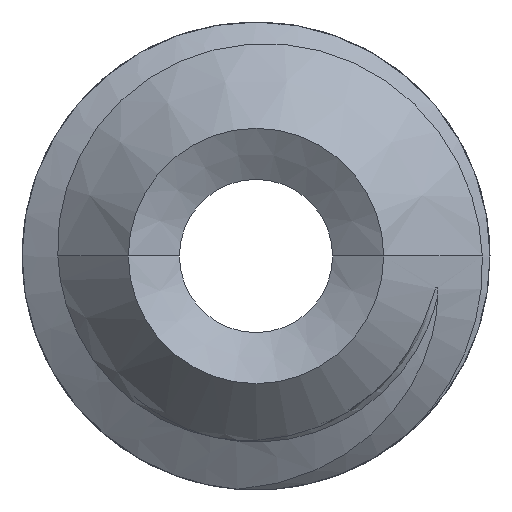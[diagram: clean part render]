
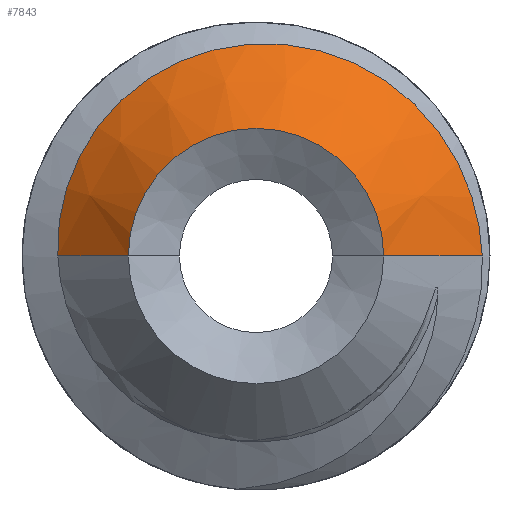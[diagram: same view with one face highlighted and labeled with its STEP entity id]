
A CAD part, left-side view. The second image highlights one B-rep face of the part: STEP entity #7843.
In plain terms, the highlighted conical face has half-angle 45 degrees and reference radius 1.056 mm.
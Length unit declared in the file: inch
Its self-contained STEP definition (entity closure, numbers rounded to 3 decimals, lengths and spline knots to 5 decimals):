
#2477=CARTESIAN_POINT('',(0.01658,0.04658,0.));
#2478=CARTESIAN_POINT('',(0.0167,0.0467,
0.00274));
#2479=CARTESIAN_POINT('',(0.01695,0.04647,
0.00827));
#2480=CARTESIAN_POINT('',(0.01733,0.04461,
0.01655));
#2481=CARTESIAN_POINT('',(0.0177,0.0413,
0.02435));
#2482=CARTESIAN_POINT('',(0.01806,0.03677,
0.03134));
#2483=CARTESIAN_POINT('',(0.01844,0.03089,
0.03765));
#2484=CARTESIAN_POINT('',(0.01881,0.02391,
0.04285));
#2485=CARTESIAN_POINT('',(0.01918,0.01619,
0.0467));
#2486=CARTESIAN_POINT('',(0.01955,0.00797,
0.04916));
#2487=CARTESIAN_POINT('',(0.01992,-0.00078,
0.05017));
#2488=CARTESIAN_POINT('',(0.02028,-0.00954,
0.04962));
#2489=CARTESIAN_POINT('',(0.02064,-0.01796,
0.04762));
#2490=CARTESIAN_POINT('',(0.02101,-0.02616,
0.0441));
#2491=CARTESIAN_POINT('',(0.02138,-0.03371,
0.03912));
#2492=CARTESIAN_POINT('',(0.02174,-0.04026,
0.03291));
#2493=CARTESIAN_POINT('',(0.0221,-0.04557,
0.02579));
#2494=CARTESIAN_POINT('',(0.02247,-0.04968,
0.01767));
#2495=CARTESIAN_POINT('',(0.02283,-0.05232,
0.00898));
#2496=CARTESIAN_POINT('',(0.02307,-0.05307,
0.003));
#2497=CARTESIAN_POINT('',(0.02318,-0.05318,0.));
#3242=DIRECTION('',(0.707,0.707,0.));
#3243=VECTOR('',#3242,0.02345);
#3244=CARTESIAN_POINT('',(0.,0.03,0.));
#3245=LINE('',#3244,#3243);
#3246=DIRECTION('',(0.707,-0.707,0.));
#3247=VECTOR('',#3246,0.03279);
#3248=CARTESIAN_POINT('',(0.,-0.03,0.));
#3249=LINE('',#3248,#3247);
#3250=CARTESIAN_POINT('',(0.,0.,0.));
#3251=DIRECTION('',(1.,0.,0.));
#3252=DIRECTION('',(0.,1.,0.));
#3253=AXIS2_PLACEMENT_3D('',#3250,#3251,#3252);
#3467=CARTESIAN_POINT('',(0.,0.03,0.));
#3468=CARTESIAN_POINT('',(0.01658,0.04658,0.));
#3469=VERTEX_POINT('',#3467);
#3470=VERTEX_POINT('',#3468);
#3471=CARTESIAN_POINT('',(0.,-0.03,0.));
#3472=CARTESIAN_POINT('',(0.02318,-0.05318,0.));
#3473=VERTEX_POINT('',#3471);
#3474=VERTEX_POINT('',#3472);
#7831=CARTESIAN_POINT('',(0.01159,0.,0.));
#7832=DIRECTION('',(1.,0.,0.));
#7833=DIRECTION('',(0.,-1.,0.));
#7834=AXIS2_PLACEMENT_3D('',#7831,#7832,#7833);
#7835=CONICAL_SURFACE('',#7834,0.04159,45.);
#7836=ORIENTED_EDGE('',*,*,#5411,.T.);
#7837=ORIENTED_EDGE('',*,*,#5395,.T.);
#7838=ORIENTED_EDGE('',*,*,#5415,.F.);
#7840=ORIENTED_EDGE('',*,*,#7839,.F.);
#7841=EDGE_LOOP('',(#7836,#7837,#7838,#7840));
#7842=FACE_OUTER_BOUND('',#7841,.F.);
#2498=B_SPLINE_CURVE_WITH_KNOTS('',3,(#2477,#2478,#2479,#2480,#2481,#2482,#2483,
#2484,#2485,#2486,#2487,#2488,#2489,#2490,#2491,#2492,#2493,#2494,#2495,#2496,
#2497),.UNSPECIFIED.,.F.,.F.,(4,1,1,1,1,1,1,1,1,1,1,1,1,1,1,1,1,1,4),(0.,
0.05556,0.11111,0.16667,0.22222,
0.27778,0.33333,0.38889,0.44444,0.5,
0.55556,0.61111,0.66667,0.72222,
0.77778,0.83333,0.88889,0.94444,1.),
.UNSPECIFIED.);
#3254=CIRCLE('',#3253,0.03);
#5395=EDGE_CURVE('',#3470,#3474,#2498,.T.);
#5411=EDGE_CURVE('',#3469,#3470,#3245,.T.);
#5415=EDGE_CURVE('',#3473,#3474,#3249,.T.);
#7839=EDGE_CURVE('',#3469,#3473,#3254,.T.);
#7843=ADVANCED_FACE('',(#7842),#7835,.T.);
